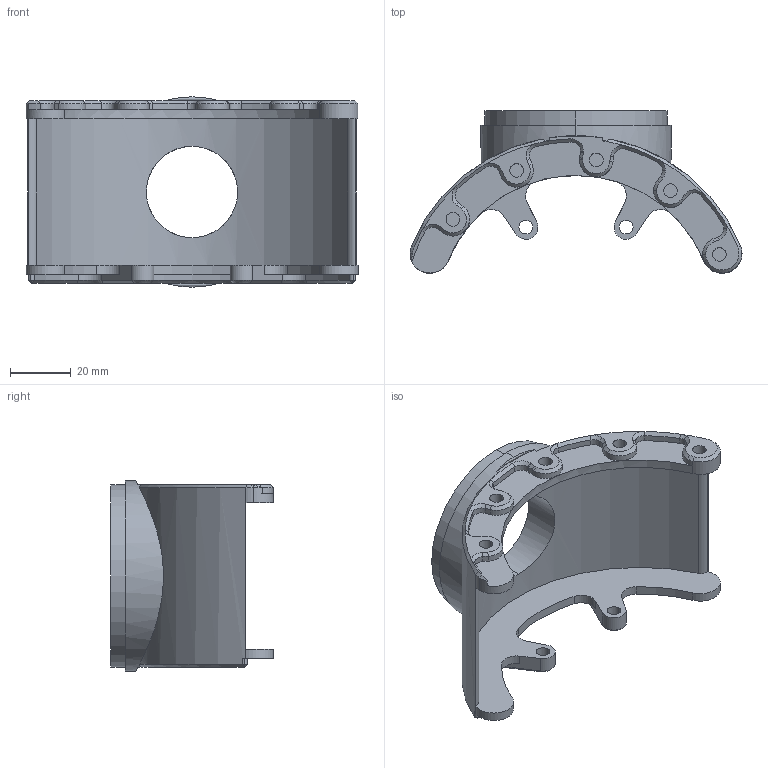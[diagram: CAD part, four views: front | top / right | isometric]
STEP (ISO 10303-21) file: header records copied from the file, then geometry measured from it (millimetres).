
FILE_DESCRIPTION (( 'STEP AP203' ), '1' );
FILE_NAME ('frontfeetsupport_v2.STEP', '2024-10-14T02:47:16', ( 'lance' ), ( '' ), 'SwSTEP 2.0', 'SolidWorks 2021', '' );
FILE_SCHEMA (( 'CONFIG_CONTROL_DESIGN' ));
Length unit declared in the file: millimetre
Products named in the file (1): frontfeetsupport_v2
Bounding box: 109.08 x 53.35 x 62.5 mm (x, y, z)
Volume: 51000.4 mm3; surface area: 26419.9 mm2
Topology: 1 solids, 1 shells, 202 faces, 508 edges, 298 vertices
Faces by surface type: cylinder 94, cone 60, plane 48
Entity records: 6240 total; most frequent: CARTESIAN_POINT 1236, DIRECTION 1127, ORIENTED_EDGE 982, EDGE_CURVE 491, AXIS2_PLACEMENT_3D 447, VERTEX_POINT 298, CIRCLE 244, VECTOR 233
